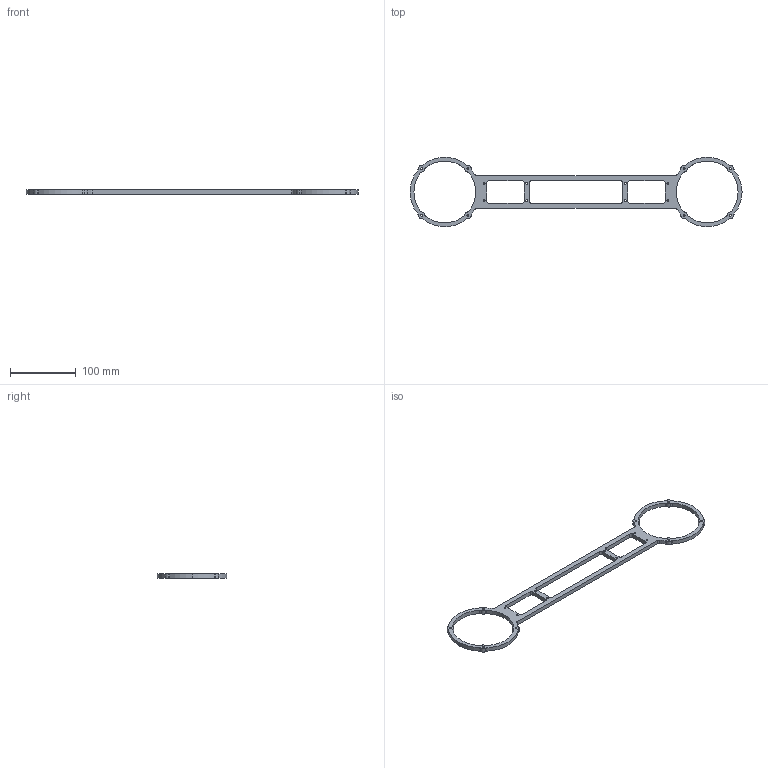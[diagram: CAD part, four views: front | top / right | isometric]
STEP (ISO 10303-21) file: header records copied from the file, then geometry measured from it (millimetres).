
FILE_DESCRIPTION (( 'STEP AP203' ), '1' );
FILE_NAME ('minitaur-side-plate_Default_sldprt.STEP', '2016-11-29T01:07:47', ( 'Alexander' ), ( '' ), 'SwSTEP 2.0', 'SolidWorks 2015', '' );
FILE_SCHEMA (( 'CONFIG_CONTROL_DESIGN' ));
Length unit declared in the file: millimetre
Products named in the file (1): minitaur-side-plate_Default_sldprt
Bounding box: 506 x 106 x 6.35 mm (x, y, z)
Volume: 63924 mm3; surface area: 36840.8 mm2
Topology: 1 solids, 1 shells, 133 faces, 393 edges, 262 vertices
Faces by surface type: cylinder 117, plane 16
Entity records: 4742 total; most frequent: DIRECTION 895, CARTESIAN_POINT 789, ORIENTED_EDGE 786, EDGE_CURVE 393, AXIS2_PLACEMENT_3D 368, VERTEX_POINT 262, CIRCLE 234, EDGE_LOOP 175
